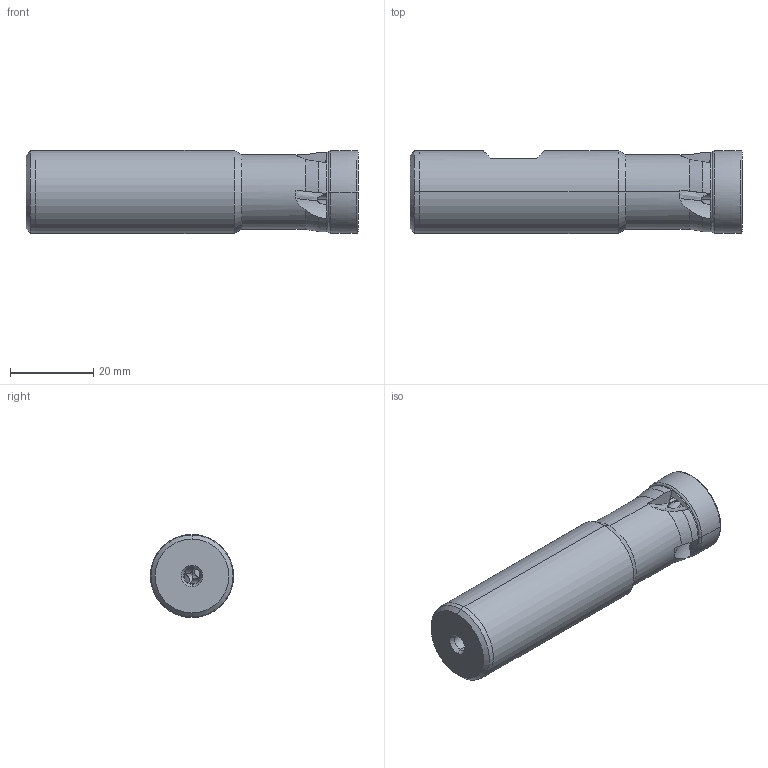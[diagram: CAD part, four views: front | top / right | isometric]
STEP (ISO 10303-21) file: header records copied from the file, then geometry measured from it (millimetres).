
FILE_DESCRIPTION (( 'STEP AP214' ), '1' );
FILE_NAME ('90PP-20-30-63-4.STEP', '2012-01-04T09:54:49', ( '' ), ( '' ), 'SwSTEP 2.0', 'SolidWorks 2011', '' );
FILE_SCHEMA (( 'AUTOMOTIVE_DESIGN' ));
Length unit declared in the file: millimetre
Products named in the file (1): 90PP-20-30-63-4
Bounding box: 80 x 20 x 20 mm (x, y, z)
Volume: 22038.7 mm3; surface area: 7127.5 mm2
Topology: 1 solids, 1 shells, 119 faces, 357 edges, 224 vertices
Faces by surface type: cone 36, plane 34, cylinder 29, torus 12, bspline 8
Entity records: 4528 total; most frequent: CARTESIAN_POINT 1529, ORIENTED_EDGE 706, DIRECTION 549, EDGE_CURVE 353, AXIS2_PLACEMENT_3D 228, VERTEX_POINT 224, B_SPLINE_CURVE_WITH_KNOTS 123, EDGE_LOOP 123
